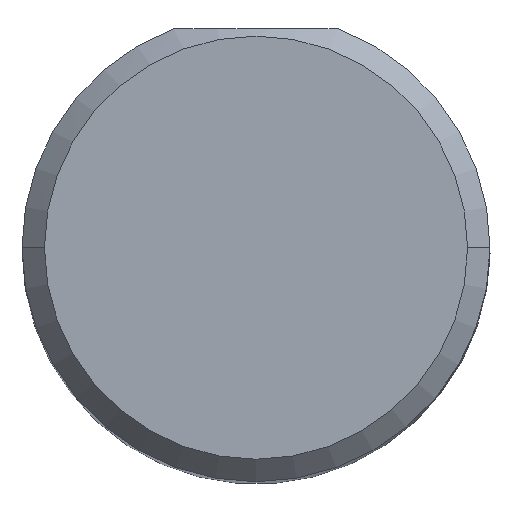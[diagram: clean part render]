
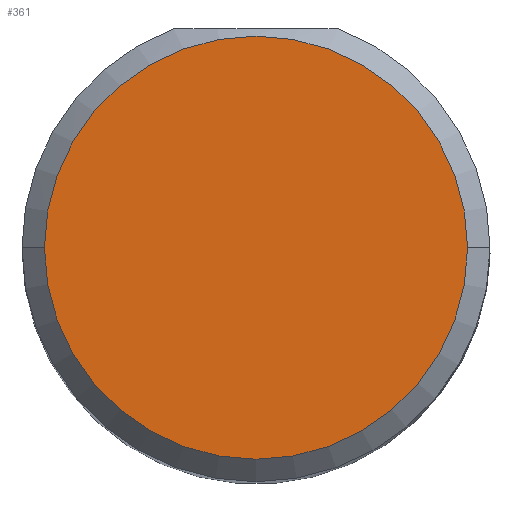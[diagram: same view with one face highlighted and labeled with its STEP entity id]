
A CAD part, top view. The second image highlights one B-rep face of the part: STEP entity #361.
In plain terms, the highlighted planar face has unit normal (0, 0, 1).
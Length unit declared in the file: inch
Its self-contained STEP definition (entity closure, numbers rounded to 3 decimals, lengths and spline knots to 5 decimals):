
#6 = DIRECTION ( 'NONE',  ( 0., 0., 1. ) ) ;
#25 = DIRECTION ( 'NONE',  ( 0., 0., 1. ) ) ;
#50 = CIRCLE ( 'NONE', #284, 0.14125 ) ;
#60 = FACE_OUTER_BOUND ( 'NONE', #472, .T. ) ;
#77 = ORIENTED_EDGE ( 'NONE', *, *, #513, .T. ) ;
#102 = DIRECTION ( 'NONE',  ( 0., 0., 1. ) ) ;
#152 = AXIS2_PLACEMENT_3D ( 'NONE', #331, #6, #356 ) ;
#175 = CIRCLE ( 'NONE', #152, 0.14125 ) ;
#177 = CARTESIAN_POINT ( 'NONE',  ( 0.14125, 0., 2.5 ) ) ;
#228 = PLANE ( 'NONE',  #423 ) ;
#235 = CARTESIAN_POINT ( 'NONE',  ( -0.14125, 0., 2.5 ) ) ;
#255 = DIRECTION ( 'NONE',  ( 1., 0., 0. ) ) ;
#284 = AXIS2_PLACEMENT_3D ( 'NONE', #340, #25, #255 ) ;
#306 = EDGE_CURVE ( 'NONE', #371, #503, #50, .T. ) ;
#331 = CARTESIAN_POINT ( 'NONE',  ( 0., 0., 2.5 ) ) ;
#340 = CARTESIAN_POINT ( 'NONE',  ( 0., 0., 2.5 ) ) ;
#351 = CARTESIAN_POINT ( 'NONE',  ( 0., 0., 2.5 ) ) ;
#356 = DIRECTION ( 'NONE',  ( 1., 0., 0. ) ) ;
#361 = ADVANCED_FACE ( 'NONE', ( #60 ), #228, .T. ) ;
#371 = VERTEX_POINT ( 'NONE', #177 ) ;
#423 = AXIS2_PLACEMENT_3D ( 'NONE', #351, #102, #469 ) ;
#454 = ORIENTED_EDGE ( 'NONE', *, *, #306, .T. ) ;
#469 = DIRECTION ( 'NONE',  ( 1., 0., 0. ) ) ;
#472 = EDGE_LOOP ( 'NONE', ( #77, #454 ) ) ;
#503 = VERTEX_POINT ( 'NONE', #235 ) ;
#513 = EDGE_CURVE ( 'NONE', #503, #371, #175, .T. ) ;
